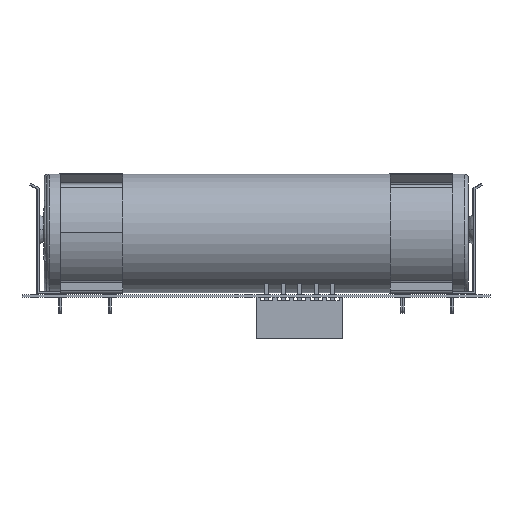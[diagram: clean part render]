
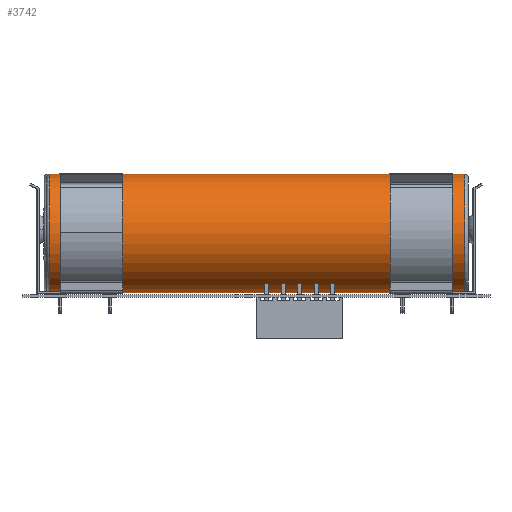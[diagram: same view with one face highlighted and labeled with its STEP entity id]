
A CAD part, left-side view. The second image highlights one B-rep face of the part: STEP entity #3742.
In plain terms, the highlighted cylindrical face has radius 9.1 mm (diameter 18.2 mm), a partial arc.
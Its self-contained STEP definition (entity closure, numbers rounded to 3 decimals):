
#3658 = EDGE_CURVE('',#3659,#3661,#3663,.T.);
#3659 = VERTEX_POINT('',#3660);
#3660 = CARTESIAN_POINT('',(-37.974,15.272,64.2));
#3661 = VERTEX_POINT('',#3662);
#3662 = CARTESIAN_POINT('',(-19.774,15.272,64.2));
#3663 = CIRCLE('',#3664,9.1);
#3664 = AXIS2_PLACEMENT_3D('',#3665,#3666,#3667);
#3665 = CARTESIAN_POINT('',(-28.874,15.272,64.2));
#3666 = DIRECTION('',(0.,0.,-1.));
#3667 = DIRECTION('',(1.,0.,0.));
#3714 = VERTEX_POINT('',#3715);
#3715 = CARTESIAN_POINT('',(-37.974,15.272,0.5));
#3722 = EDGE_CURVE('',#3723,#3714,#3725,.T.);
#3723 = VERTEX_POINT('',#3724);
#3724 = CARTESIAN_POINT('',(-19.774,15.272,0.5));
#3725 = CIRCLE('',#3726,9.1);
#3726 = AXIS2_PLACEMENT_3D('',#3727,#3728,#3729);
#3727 = CARTESIAN_POINT('',(-28.874,15.272,0.5));
#3728 = DIRECTION('',(0.,0.,1.));
#3729 = DIRECTION('',(1.,0.,0.));
#3742 = ADVANCED_FACE('',(#3743),#3759,.T.);
#3743 = FACE_BOUND('',#3744,.T.);
#3744 = EDGE_LOOP('',(#3745,#3746,#3752,#3753));
#3745 = ORIENTED_EDGE('',*,*,#3658,.T.);
#3746 = ORIENTED_EDGE('',*,*,#3747,.T.);
#3747 = EDGE_CURVE('',#3661,#3723,#3748,.T.);
#3748 = LINE('',#3749,#3750);
#3749 = CARTESIAN_POINT('',(-19.774,15.272,64.7));
#3750 = VECTOR('',#3751,1.);
#3751 = DIRECTION('',(0.,0.,-1.));
#3752 = ORIENTED_EDGE('',*,*,#3722,.T.);
#3753 = ORIENTED_EDGE('',*,*,#3754,.F.);
#3754 = EDGE_CURVE('',#3659,#3714,#3755,.T.);
#3755 = LINE('',#3756,#3757);
#3756 = CARTESIAN_POINT('',(-37.974,15.272,64.7));
#3757 = VECTOR('',#3758,1.);
#3758 = DIRECTION('',(0.,0.,-1.));
#3759 = CYLINDRICAL_SURFACE('',#3760,9.1);
#3760 = AXIS2_PLACEMENT_3D('',#3761,#3762,#3763);
#3761 = CARTESIAN_POINT('',(-28.874,15.272,64.7));
#3762 = DIRECTION('',(0.,0.,-1.));
#3763 = DIRECTION('',(-1.,0.,0.));
